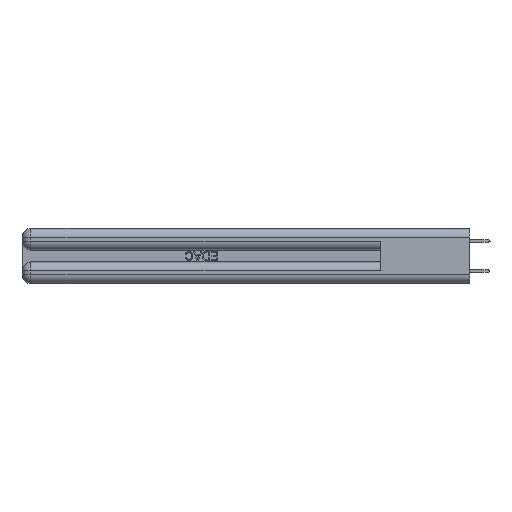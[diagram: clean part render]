
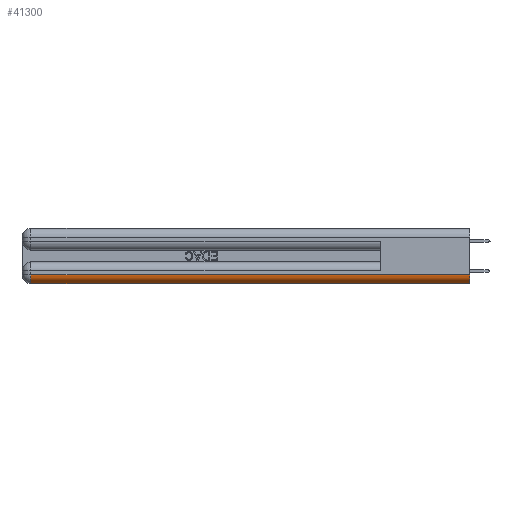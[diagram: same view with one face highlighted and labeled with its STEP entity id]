
A CAD part, left-side view. The second image highlights one B-rep face of the part: STEP entity #41300.
In plain terms, the highlighted cylindrical face has radius 1.524 mm (diameter 3.048 mm), a partial arc.
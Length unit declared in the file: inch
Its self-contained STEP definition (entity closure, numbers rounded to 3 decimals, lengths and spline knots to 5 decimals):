
#382 = DIRECTION ( 'NONE',  ( 0., 1., 0. ) ) ;
#617 = CARTESIAN_POINT ( 'NONE',  ( 0., 0., 0.06 ) ) ;
#2849 = EDGE_LOOP ( 'NONE', ( #3532, #6029, #29595, #15688 ) ) ;
#3375 = CIRCLE ( 'NONE', #7479, 0.06 ) ;
#3532 = ORIENTED_EDGE ( 'NONE', *, *, #3659, .F. ) ;
#3634 = CYLINDRICAL_SURFACE ( 'NONE', #16594, 0.06 ) ;
#3659 = EDGE_CURVE ( 'NONE', #9262, #5496, #27922, .T. ) ;
#5496 = VERTEX_POINT ( 'NONE', #41767 ) ;
#6029 = ORIENTED_EDGE ( 'NONE', *, *, #6056, .F. ) ;
#6056 = EDGE_CURVE ( 'NONE', #40696, #9262, #35937, .T. ) ;
#7351 = CARTESIAN_POINT ( 'NONE',  ( 0., 0., 0.06 ) ) ;
#7479 = AXIS2_PLACEMENT_3D ( 'NONE', #39171, #16335, #29194 ) ;
#9262 = VERTEX_POINT ( 'NONE', #617 ) ;
#9998 = VERTEX_POINT ( 'NONE', #29982 ) ;
#11789 = DIRECTION ( 'NONE',  ( 0., 0., 1. ) ) ;
#12817 = EDGE_CURVE ( 'NONE', #9998, #40696, #3375, .T. ) ;
#13664 = DIRECTION ( 'NONE',  ( 0., 1., 0. ) ) ;
#15688 = ORIENTED_EDGE ( 'NONE', *, *, #41447, .F. ) ;
#16335 = DIRECTION ( 'NONE',  ( 0., 1., 0. ) ) ;
#16594 = AXIS2_PLACEMENT_3D ( 'NONE', #20516, #13664, #36481 ) ;
#20516 = CARTESIAN_POINT ( 'NONE',  ( 0.06, 0., 0.06 ) ) ;
#21301 = CARTESIAN_POINT ( 'NONE',  ( 0., 2.94, 0.06 ) ) ;
#26185 = DIRECTION ( 'NONE',  ( 0., -1., 0. ) ) ;
#26940 = FACE_OUTER_BOUND ( 'NONE', #2849, .T. ) ;
#27922 = CIRCLE ( 'NONE', #32039, 0.06 ) ;
#28042 = CARTESIAN_POINT ( 'NONE',  ( 0.06, 0., 0.06 ) ) ;
#29194 = DIRECTION ( 'NONE',  ( 0., 0., 1. ) ) ;
#29595 = ORIENTED_EDGE ( 'NONE', *, *, #12817, .F. ) ;
#29982 = CARTESIAN_POINT ( 'NONE',  ( 0.06, 2.94, 0. ) ) ;
#30067 = CARTESIAN_POINT ( 'NONE',  ( 0.06, 3., 0. ) ) ;
#30810 = DIRECTION ( 'NONE',  ( 0., -1., 0. ) ) ;
#32039 = AXIS2_PLACEMENT_3D ( 'NONE', #28042, #30810, #11789 ) ;
#33134 = VECTOR ( 'NONE', #26185, 39.37008 ) ;
#35937 = LINE ( 'NONE', #7351, #33134 ) ;
#36481 = DIRECTION ( 'NONE',  ( 0., 0., 1. ) ) ;
#39171 = CARTESIAN_POINT ( 'NONE',  ( 0.06, 2.94, 0.06 ) ) ;
#39422 = LINE ( 'NONE', #30067, #41120 ) ;
#40696 = VERTEX_POINT ( 'NONE', #21301 ) ;
#41120 = VECTOR ( 'NONE', #382, 39.37008 ) ;
#41300 = ADVANCED_FACE ( 'NONE', ( #26940 ), #3634, .T. ) ;
#41447 = EDGE_CURVE ( 'NONE', #5496, #9998, #39422, .T. ) ;
#41767 = CARTESIAN_POINT ( 'NONE',  ( 0.06, 0., 0. ) ) ;
